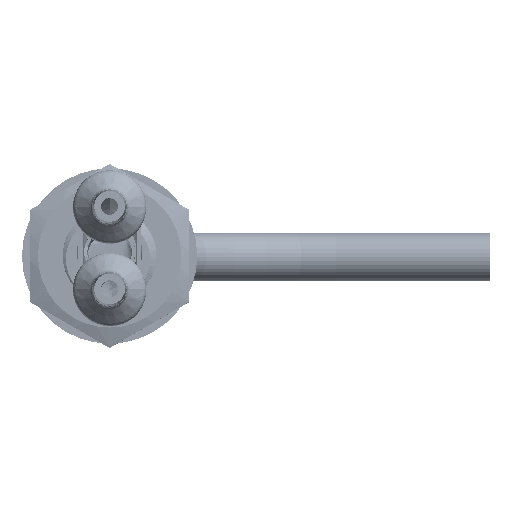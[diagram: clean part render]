
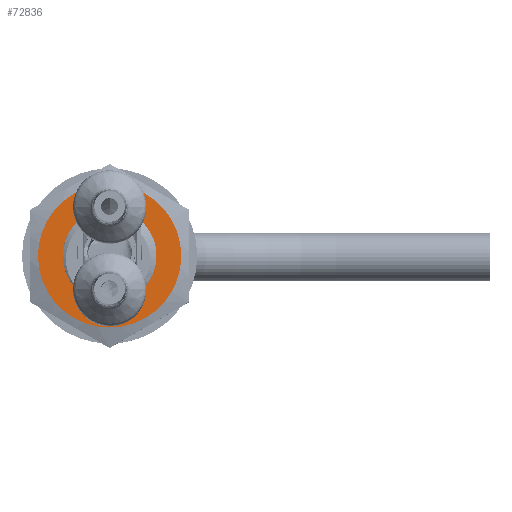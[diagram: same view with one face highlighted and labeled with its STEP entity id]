
A CAD part, top view. The second image highlights one B-rep face of the part: STEP entity #72836.
In plain terms, the highlighted face is planar.
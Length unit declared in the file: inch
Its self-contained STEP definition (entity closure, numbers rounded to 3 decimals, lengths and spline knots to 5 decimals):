
#72615=CARTESIAN_POINT('',(0.,0.,0.));
#72616=DIRECTION('',(0.,0.,1.));
#72617=DIRECTION('',(-1.,0.,0.));
#72618=AXIS2_PLACEMENT_3D('',#72615,#72616,#72617);
#72620=CARTESIAN_POINT('',(0.,0.,0.));
#72621=DIRECTION('',(0.,0.,1.));
#72622=DIRECTION('',(1.,0.,0.));
#72623=AXIS2_PLACEMENT_3D('',#72620,#72621,#72622);
#72625=CARTESIAN_POINT('',(0.,0.,0.));
#72626=DIRECTION('',(0.,0.,1.));
#72627=DIRECTION('',(0.,1.,0.));
#72628=AXIS2_PLACEMENT_3D('',#72625,#72626,#72627);
#72630=CARTESIAN_POINT('',(0.,0.,0.));
#72631=DIRECTION('',(0.,0.,1.));
#72632=DIRECTION('',(0.,-1.,0.));
#72633=AXIS2_PLACEMENT_3D('',#72630,#72631,#72632);
#72799=CARTESIAN_POINT('',(-2.625,0.,0.));
#72801=VERTEX_POINT('',#72799);
#72803=CARTESIAN_POINT('',(2.625,0.,0.));
#72805=VERTEX_POINT('',#72803);
#72808=CARTESIAN_POINT('',(0.,4.5,0.));
#72810=VERTEX_POINT('',#72808);
#72812=CARTESIAN_POINT('',(0.,-4.5,0.));
#72814=VERTEX_POINT('',#72812);
#72819=CARTESIAN_POINT('',(0.,0.,0.));
#72820=DIRECTION('',(0.,0.,1.));
#72821=DIRECTION('',(1.,0.,0.));
#72822=AXIS2_PLACEMENT_3D('',#72819,#72820,#72821);
#72823=PLANE('',#72822);
#72825=ORIENTED_EDGE('',*,*,#72824,.T.);
#72827=ORIENTED_EDGE('',*,*,#72826,.T.);
#72828=EDGE_LOOP('',(#72825,#72827));
#72829=FACE_OUTER_BOUND('',#72828,.F.);
#72831=ORIENTED_EDGE('',*,*,#72830,.F.);
#72833=ORIENTED_EDGE('',*,*,#72832,.F.);
#72834=EDGE_LOOP('',(#72831,#72833));
#72835=FACE_BOUND('',#72834,.F.);
#72836=ADVANCED_FACE('',(#72829,#72835),#72823,.F.);
#72619=CIRCLE('',#72618,2.625);
#72624=CIRCLE('',#72623,2.625);
#72629=CIRCLE('',#72628,4.5);
#72634=CIRCLE('',#72633,4.5);
#72824=EDGE_CURVE('',#72810,#72814,#72629,.T.);
#72826=EDGE_CURVE('',#72814,#72810,#72634,.T.);
#72830=EDGE_CURVE('',#72801,#72805,#72619,.T.);
#72832=EDGE_CURVE('',#72805,#72801,#72624,.T.);
